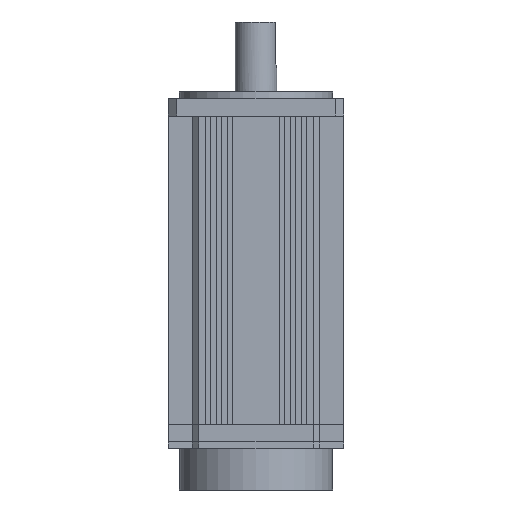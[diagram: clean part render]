
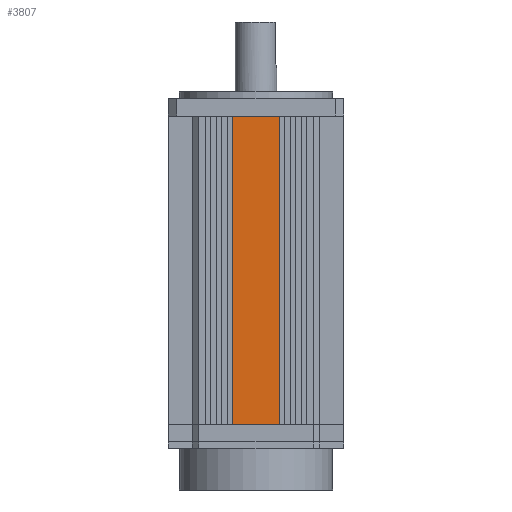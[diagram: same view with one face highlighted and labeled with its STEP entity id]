
A CAD part, front view. The second image highlights one B-rep face of the part: STEP entity #3807.
In plain terms, the highlighted planar face has unit normal (0, -1, 0).
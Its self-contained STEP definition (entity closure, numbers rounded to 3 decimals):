
#159 = VECTOR ( 'NONE', #5790, 1000. ) ;
#266 = CARTESIAN_POINT ( 'NONE',  ( 51.139, 0., 0. ) ) ;
#787 = DIRECTION ( 'NONE',  ( 0., -1., 0. ) ) ;
#1138 = VERTEX_POINT ( 'NONE', #8720 ) ;
#1379 = FACE_OUTER_BOUND ( 'NONE', #2045, .T. ) ;
#1453 = VERTEX_POINT ( 'NONE', #6859 ) ;
#1653 = ORIENTED_EDGE ( 'NONE', *, *, #9047, .T. ) ;
#1690 = ORIENTED_EDGE ( 'NONE', *, *, #5110, .T. ) ;
#1942 = DIRECTION ( 'NONE',  ( 1., 0., 0. ) ) ;
#2045 = EDGE_LOOP ( 'NONE', ( #8557, #6617, #1653, #1690 ) ) ;
#2372 = VERTEX_POINT ( 'NONE', #266 ) ;
#2954 = CARTESIAN_POINT ( 'NONE',  ( 14., 0., -141. ) ) ;
#3654 = PLANE ( 'NONE',  #4419 ) ;
#3807 = ADVANCED_FACE ( 'NONE', ( #1379 ), #3654, .T. ) ;
#3859 = VERTEX_POINT ( 'NONE', #5078 ) ;
#4282 = DIRECTION ( 'NONE',  ( 1., 0., 0. ) ) ;
#4330 = CARTESIAN_POINT ( 'NONE',  ( 29.261, 0., -141. ) ) ;
#4419 = AXIS2_PLACEMENT_3D ( 'NONE', #2954, #787, #6622 ) ;
#4909 = CARTESIAN_POINT ( 'NONE',  ( 14., 0., 0. ) ) ;
#5078 = CARTESIAN_POINT ( 'NONE',  ( 29.261, 0., -141. ) ) ;
#5110 = EDGE_CURVE ( 'NONE', #3859, #1453, #5954, .T. ) ;
#5790 = DIRECTION ( 'NONE',  ( 0., 0., -1. ) ) ;
#5831 = CARTESIAN_POINT ( 'NONE',  ( 51.139, 0., -141. ) ) ;
#5954 = LINE ( 'NONE', #7088, #7713 ) ;
#5972 = LINE ( 'NONE', #4909, #8523 ) ;
#6025 = VECTOR ( 'NONE', #8057, 1000. ) ;
#6617 = ORIENTED_EDGE ( 'NONE', *, *, #9484, .F. ) ;
#6622 = DIRECTION ( 'NONE',  ( 1., 0., 0. ) ) ;
#6791 = LINE ( 'NONE', #4330, #159 ) ;
#6859 = CARTESIAN_POINT ( 'NONE',  ( 51.139, 0., -141. ) ) ;
#7088 = CARTESIAN_POINT ( 'NONE',  ( 14., 0., -141. ) ) ;
#7206 = EDGE_CURVE ( 'NONE', #2372, #1453, #7537, .T. ) ;
#7537 = LINE ( 'NONE', #5831, #6025 ) ;
#7713 = VECTOR ( 'NONE', #1942, 1000. ) ;
#8057 = DIRECTION ( 'NONE',  ( 0., 0., -1. ) ) ;
#8523 = VECTOR ( 'NONE', #4282, 1000. ) ;
#8557 = ORIENTED_EDGE ( 'NONE', *, *, #7206, .F. ) ;
#8720 = CARTESIAN_POINT ( 'NONE',  ( 29.261, 0., 0. ) ) ;
#9047 = EDGE_CURVE ( 'NONE', #1138, #3859, #6791, .T. ) ;
#9484 = EDGE_CURVE ( 'NONE', #1138, #2372, #5972, .T. ) ;
